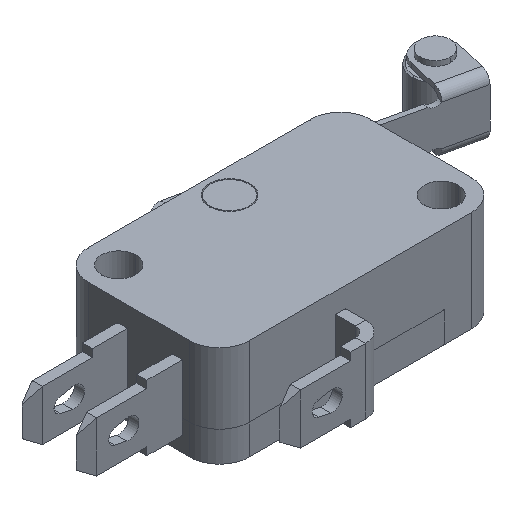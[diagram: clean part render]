
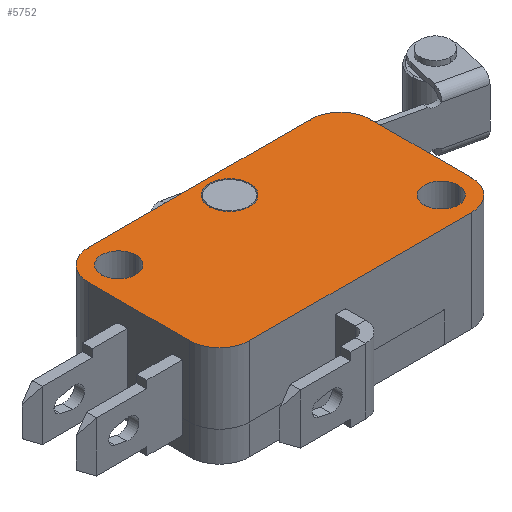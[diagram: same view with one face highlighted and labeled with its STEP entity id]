
A CAD part, isometric view. The second image highlights one B-rep face of the part: STEP entity #5752.
In plain terms, the highlighted planar face has unit normal (0, 0, 1).
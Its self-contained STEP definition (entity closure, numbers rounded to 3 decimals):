
#121 = CARTESIAN_POINT ( 'NONE',  ( -14., -5., 10. ) ) ;
#147 = FACE_BOUND ( 'NONE', #2567, .T. ) ;
#151 = LINE ( 'NONE', #2964, #6406 ) ;
#257 = ORIENTED_EDGE ( 'NONE', *, *, #4807, .F. ) ;
#275 = AXIS2_PLACEMENT_3D ( 'NONE', #5456, #7344, #3675 ) ;
#386 = VERTEX_POINT ( 'NONE', #1801 ) ;
#416 = EDGE_CURVE ( 'NONE', #4198, #5882, #1144, .T. ) ;
#498 = DIRECTION ( 'NONE',  ( 0., 0., 1. ) ) ;
#531 = EDGE_CURVE ( 'NONE', #5882, #4198, #1516, .T. ) ;
#546 = CARTESIAN_POINT ( 'NONE',  ( 0.5, 5.5, 10. ) ) ;
#568 = VERTEX_POINT ( 'NONE', #4744 ) ;
#588 = EDGE_CURVE ( 'NONE', #7178, #7749, #4181, .T. ) ;
#623 = FACE_BOUND ( 'NONE', #1164, .T. ) ;
#735 = DIRECTION ( 'NONE',  ( -1., 0., 0. ) ) ;
#761 = AXIS2_PLACEMENT_3D ( 'NONE', #2058, #6453, #7783 ) ;
#766 = CARTESIAN_POINT ( 'NONE',  ( 0.5, 5.5, 10. ) ) ;
#878 = DIRECTION ( 'NONE',  ( 0., 0., 1. ) ) ;
#881 = LINE ( 'NONE', #5907, #1166 ) ;
#910 = FACE_OUTER_BOUND ( 'NONE', #3668, .T. ) ;
#919 = CARTESIAN_POINT ( 'NONE',  ( -11., 5., 10. ) ) ;
#930 = VECTOR ( 'NONE', #4389, 1000. ) ;
#1014 = CARTESIAN_POINT ( 'NONE',  ( -14., -8., 10. ) ) ;
#1144 = CIRCLE ( 'NONE', #6084, 1.7 ) ;
#1164 = EDGE_LOOP ( 'NONE', ( #257, #4121 ) ) ;
#1166 = VECTOR ( 'NONE', #2924, 1000. ) ;
#1176 = ORIENTED_EDGE ( 'NONE', *, *, #7073, .T. ) ;
#1347 = CIRCLE ( 'NONE', #2783, 1.7 ) ;
#1371 = DIRECTION ( 'NONE',  ( 0., 0., 1. ) ) ;
#1498 = EDGE_CURVE ( 'NONE', #2806, #6536, #2543, .T. ) ;
#1511 = CARTESIAN_POINT ( 'NONE',  ( 9.3, -5., 10. ) ) ;
#1516 = CIRCLE ( 'NONE', #761, 1.7 ) ;
#1585 = CARTESIAN_POINT ( 'NONE',  ( -14., 5., 10. ) ) ;
#1734 = EDGE_CURVE ( 'NONE', #2088, #5955, #6330, .T. ) ;
#1801 = CARTESIAN_POINT ( 'NONE',  ( 14., 5., 10. ) ) ;
#2058 = CARTESIAN_POINT ( 'NONE',  ( 11., -5., 10. ) ) ;
#2062 = CARTESIAN_POINT ( 'NONE',  ( -9.3, 5., 10. ) ) ;
#2088 = VERTEX_POINT ( 'NONE', #1585 ) ;
#2447 = CARTESIAN_POINT ( 'NONE',  ( 14., -5., 10. ) ) ;
#2505 = AXIS2_PLACEMENT_3D ( 'NONE', #3855, #3154, #735 ) ;
#2543 = LINE ( 'NONE', #2631, #930 ) ;
#2567 = EDGE_LOOP ( 'NONE', ( #3842, #6936 ) ) ;
#2624 = ORIENTED_EDGE ( 'NONE', *, *, #4151, .T. ) ;
#2631 = CARTESIAN_POINT ( 'NONE',  ( -14., 8., 10. ) ) ;
#2635 = CARTESIAN_POINT ( 'NONE',  ( -11., 8., 10. ) ) ;
#2704 = VERTEX_POINT ( 'NONE', #2707 ) ;
#2707 = CARTESIAN_POINT ( 'NONE',  ( -11., -8., 10. ) ) ;
#2783 = AXIS2_PLACEMENT_3D ( 'NONE', #7533, #878, #3836 ) ;
#2806 = VERTEX_POINT ( 'NONE', #3567 ) ;
#2828 = EDGE_CURVE ( 'NONE', #2704, #7324, #151, .T. ) ;
#2835 = AXIS2_PLACEMENT_3D ( 'NONE', #546, #498, #7146 ) ;
#2924 = DIRECTION ( 'NONE',  ( 0., 1., 0. ) ) ;
#2964 = CARTESIAN_POINT ( 'NONE',  ( -14., -8., 10. ) ) ;
#3031 = ORIENTED_EDGE ( 'NONE', *, *, #3216, .T. ) ;
#3074 = AXIS2_PLACEMENT_3D ( 'NONE', #766, #1371, #7525 ) ;
#3088 = AXIS2_PLACEMENT_3D ( 'NONE', #6263, #4443, #6807 ) ;
#3154 = DIRECTION ( 'NONE',  ( 0., 0., 1. ) ) ;
#3190 = DIRECTION ( 'NONE',  ( -1., 0., 0. ) ) ;
#3216 = EDGE_CURVE ( 'NONE', #5955, #2704, #6210, .T. ) ;
#3432 = CARTESIAN_POINT ( 'NONE',  ( 2.5, 5.5, 10. ) ) ;
#3513 = ORIENTED_EDGE ( 'NONE', *, *, #1498, .T. ) ;
#3525 = ORIENTED_EDGE ( 'NONE', *, *, #4195, .F. ) ;
#3534 = AXIS2_PLACEMENT_3D ( 'NONE', #6140, #7332, #4949 ) ;
#3553 = CIRCLE ( 'NONE', #4668, 3. ) ;
#3567 = CARTESIAN_POINT ( 'NONE',  ( 11., 8., 10. ) ) ;
#3644 = PLANE ( 'NONE',  #275 ) ;
#3668 = EDGE_LOOP ( 'NONE', ( #5609, #3031, #4570, #1176, #6260, #2624, #3513, #3715 ) ) ;
#3675 = DIRECTION ( 'NONE',  ( -1., 0., 0. ) ) ;
#3715 = ORIENTED_EDGE ( 'NONE', *, *, #6551, .T. ) ;
#3728 = DIRECTION ( 'NONE',  ( 0., 0., 1. ) ) ;
#3767 = DIRECTION ( 'NONE',  ( 1., 0., 0. ) ) ;
#3836 = DIRECTION ( 'NONE',  ( 1., 0., 0. ) ) ;
#3842 = ORIENTED_EDGE ( 'NONE', *, *, #531, .F. ) ;
#3845 = CIRCLE ( 'NONE', #3088, 3. ) ;
#3855 = CARTESIAN_POINT ( 'NONE',  ( -11., -5., 10. ) ) ;
#3944 = VERTEX_POINT ( 'NONE', #2062 ) ;
#4121 = ORIENTED_EDGE ( 'NONE', *, *, #588, .F. ) ;
#4151 = EDGE_CURVE ( 'NONE', #386, #2806, #6304, .T. ) ;
#4181 = CIRCLE ( 'NONE', #2835, 2. ) ;
#4195 = EDGE_CURVE ( 'NONE', #3944, #568, #7048, .T. ) ;
#4198 = VERTEX_POINT ( 'NONE', #1511 ) ;
#4259 = VECTOR ( 'NONE', #5841, 1000. ) ;
#4389 = DIRECTION ( 'NONE',  ( -1., 0., 0. ) ) ;
#4414 = CARTESIAN_POINT ( 'NONE',  ( 11., -5., 10. ) ) ;
#4443 = DIRECTION ( 'NONE',  ( 0., 0., 1. ) ) ;
#4457 = CARTESIAN_POINT ( 'NONE',  ( -1.5, 5.5, 10. ) ) ;
#4570 = ORIENTED_EDGE ( 'NONE', *, *, #2828, .T. ) ;
#4668 = AXIS2_PLACEMENT_3D ( 'NONE', #4414, #3728, #3190 ) ;
#4744 = CARTESIAN_POINT ( 'NONE',  ( -12.7, 5., 10. ) ) ;
#4807 = EDGE_CURVE ( 'NONE', #7749, #7178, #6294, .T. ) ;
#4815 = DIRECTION ( 'NONE',  ( 1., 0., 0. ) ) ;
#4889 = CARTESIAN_POINT ( 'NONE',  ( 11., -5., 10. ) ) ;
#4949 = DIRECTION ( 'NONE',  ( -1., 0., 0. ) ) ;
#5017 = CARTESIAN_POINT ( 'NONE',  ( 12.7, -5., 10. ) ) ;
#5300 = VERTEX_POINT ( 'NONE', #2447 ) ;
#5456 = CARTESIAN_POINT ( 'NONE',  ( 0., 0., 10. ) ) ;
#5609 = ORIENTED_EDGE ( 'NONE', *, *, #1734, .T. ) ;
#5752 = ADVANCED_FACE ( 'NONE', ( #623, #7051, #147, #910 ), #3644, .F. ) ;
#5777 = CARTESIAN_POINT ( 'NONE',  ( 11., -8., 10. ) ) ;
#5841 = DIRECTION ( 'NONE',  ( 0., -1., 0. ) ) ;
#5882 = VERTEX_POINT ( 'NONE', #5017 ) ;
#5907 = CARTESIAN_POINT ( 'NONE',  ( 14., -8., 10. ) ) ;
#5951 = DIRECTION ( 'NONE',  ( 1., 0., 0. ) ) ;
#5955 = VERTEX_POINT ( 'NONE', #121 ) ;
#6000 = AXIS2_PLACEMENT_3D ( 'NONE', #919, #7201, #3767 ) ;
#6084 = AXIS2_PLACEMENT_3D ( 'NONE', #4889, #7209, #5951 ) ;
#6140 = CARTESIAN_POINT ( 'NONE',  ( 11., 5., 10. ) ) ;
#6148 = ORIENTED_EDGE ( 'NONE', *, *, #7153, .F. ) ;
#6210 = CIRCLE ( 'NONE', #2505, 3. ) ;
#6260 = ORIENTED_EDGE ( 'NONE', *, *, #7410, .T. ) ;
#6263 = CARTESIAN_POINT ( 'NONE',  ( -11., 5., 10. ) ) ;
#6294 = CIRCLE ( 'NONE', #3074, 2. ) ;
#6304 = CIRCLE ( 'NONE', #3534, 3. ) ;
#6330 = LINE ( 'NONE', #1014, #4259 ) ;
#6406 = VECTOR ( 'NONE', #4815, 1000. ) ;
#6453 = DIRECTION ( 'NONE',  ( 0., 0., 1. ) ) ;
#6536 = VERTEX_POINT ( 'NONE', #2635 ) ;
#6551 = EDGE_CURVE ( 'NONE', #6536, #2088, #3845, .T. ) ;
#6807 = DIRECTION ( 'NONE',  ( -1., 0., 0. ) ) ;
#6936 = ORIENTED_EDGE ( 'NONE', *, *, #416, .F. ) ;
#7048 = CIRCLE ( 'NONE', #6000, 1.7 ) ;
#7051 = FACE_BOUND ( 'NONE', #7471, .T. ) ;
#7073 = EDGE_CURVE ( 'NONE', #7324, #5300, #3553, .T. ) ;
#7146 = DIRECTION ( 'NONE',  ( 1., 0., 0. ) ) ;
#7153 = EDGE_CURVE ( 'NONE', #568, #3944, #1347, .T. ) ;
#7178 = VERTEX_POINT ( 'NONE', #4457 ) ;
#7201 = DIRECTION ( 'NONE',  ( 0., 0., 1. ) ) ;
#7209 = DIRECTION ( 'NONE',  ( 0., 0., 1. ) ) ;
#7324 = VERTEX_POINT ( 'NONE', #5777 ) ;
#7332 = DIRECTION ( 'NONE',  ( 0., 0., 1. ) ) ;
#7344 = DIRECTION ( 'NONE',  ( 0., 0., -1. ) ) ;
#7410 = EDGE_CURVE ( 'NONE', #5300, #386, #881, .T. ) ;
#7471 = EDGE_LOOP ( 'NONE', ( #3525, #6148 ) ) ;
#7525 = DIRECTION ( 'NONE',  ( 1., 0., 0. ) ) ;
#7533 = CARTESIAN_POINT ( 'NONE',  ( -11., 5., 10. ) ) ;
#7749 = VERTEX_POINT ( 'NONE', #3432 ) ;
#7783 = DIRECTION ( 'NONE',  ( 1., 0., 0. ) ) ;
